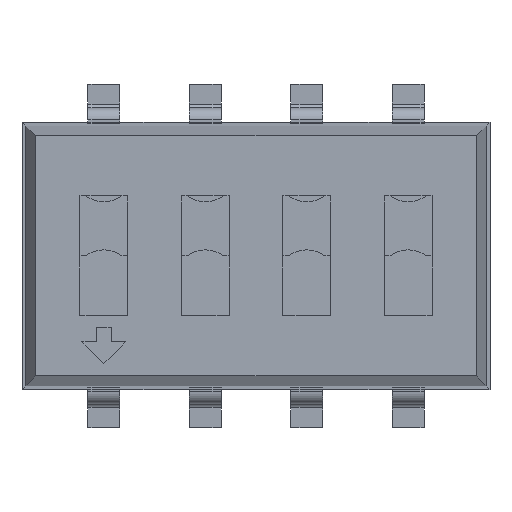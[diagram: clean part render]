
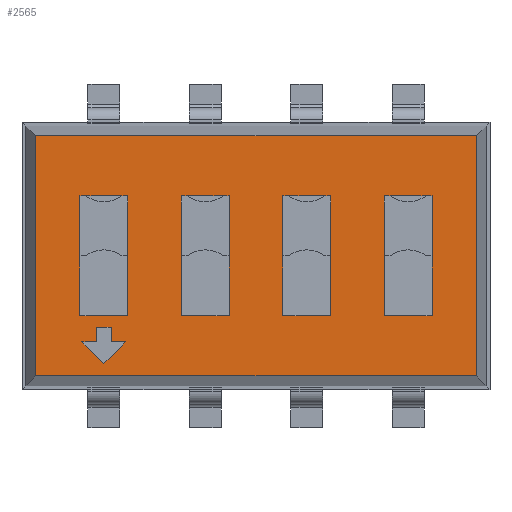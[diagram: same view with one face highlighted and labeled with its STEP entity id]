
A CAD part, top view. The second image highlights one B-rep face of the part: STEP entity #2565.
In plain terms, the highlighted planar face has unit normal (0, 0, 1).
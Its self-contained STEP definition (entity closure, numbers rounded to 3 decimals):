
#27=VECTOR('',#28,1.);
#28=DIRECTION('',(-1.,0.,0.));
#34=VECTOR('',#35,1.);
#35=DIRECTION('',(0.,-1.,0.));
#41=VECTOR('',#42,1.);
#42=DIRECTION('',(1.,0.,0.));
#46=VECTOR('',#47,1.);
#47=DIRECTION('',(0.,1.,0.));
#50=DIRECTION('',(0.,0.,-1.));
#1756=VERTEX_POINT('',#1757);
#1757=CARTESIAN_POINT('',(-5.516,3.006,2.6));
#1759=ORIENTED_EDGE('',*,*,#1760,.F.);
#1760=EDGE_CURVE('',#1761,#1756,#1763,.T.);
#1761=VERTEX_POINT('',#1762);
#1762=CARTESIAN_POINT('',(5.516,3.006,2.6));
#1763=LINE('',#1762,#27);
#2152=VERTEX_POINT('',#2153);
#2153=CARTESIAN_POINT('',(-5.516,-3.006,2.6));
#2155=ORIENTED_EDGE('',*,*,#2156,.F.);
#2156=EDGE_CURVE('',#1756,#2152,#2157,.T.);
#2157=LINE('',#1757,#34);
#2166=VERTEX_POINT('',#2167);
#2167=CARTESIAN_POINT('',(5.516,-3.006,2.6));
#2169=ORIENTED_EDGE('',*,*,#2170,.F.);
#2170=EDGE_CURVE('',#2152,#2166,#2171,.T.);
#2171=LINE('',#2153,#41);
#2560=ORIENTED_EDGE('',*,*,#2561,.F.);
#2561=EDGE_CURVE('',#2166,#1761,#2562,.T.);
#2562=LINE('',#2167,#46);
#2565=ADVANCED_FACE('',(#2566,#2568,#2606,#2644,#2685,#2723),#2761,.F.);
#2566=FACE_BOUND('',#2567,.F.);
#2567=EDGE_LOOP('',(#1759,#2560,#2169,#2155));
#2568=FACE_BOUND('',#2569,.F.);
#2569=EDGE_LOOP('',(#2570,#2577,#2582,#2586,#2591,#2595,#2599,#2604));
#2570=ORIENTED_EDGE('',*,*,#2571,.T.);
#2571=EDGE_CURVE('',#2572,#2574,#2576,.T.);
#2572=VERTEX_POINT('',#2573);
#2573=CARTESIAN_POINT('',(0.67,-1.5,2.6));
#2574=VERTEX_POINT('',#2575);
#2575=CARTESIAN_POINT('',(1.87,-1.5,2.6));
#2576=LINE('',#2573,#41);
#2577=ORIENTED_EDGE('',*,*,#2578,.T.);
#2578=EDGE_CURVE('',#2574,#2579,#2581,.T.);
#2579=VERTEX_POINT('',#2580);
#2580=CARTESIAN_POINT('',(1.87,0.,2.6));
#2581=LINE('',#2575,#46);
#2582=ORIENTED_EDGE('',*,*,#2583,.T.);
#2583=EDGE_CURVE('',#2579,#2584,#2581,.T.);
#2584=VERTEX_POINT('',#2585);
#2585=CARTESIAN_POINT('',(1.87,1.5,2.6));
#2586=ORIENTED_EDGE('',*,*,#2587,.T.);
#2587=EDGE_CURVE('',#2584,#2588,#2590,.T.);
#2588=VERTEX_POINT('',#2589);
#2589=CARTESIAN_POINT('',(1.72,1.5,2.6));
#2590=LINE('',#2585,#27);
#2591=ORIENTED_EDGE('',*,*,#2592,.T.);
#2592=EDGE_CURVE('',#2588,#2593,#2590,.T.);
#2593=VERTEX_POINT('',#2594);
#2594=CARTESIAN_POINT('',(0.82,1.5,2.6));
#2595=ORIENTED_EDGE('',*,*,#2596,.T.);
#2596=EDGE_CURVE('',#2593,#2597,#2590,.T.);
#2597=VERTEX_POINT('',#2598);
#2598=CARTESIAN_POINT('',(0.67,1.5,2.6));
#2599=ORIENTED_EDGE('',*,*,#2600,.T.);
#2600=EDGE_CURVE('',#2597,#2601,#2603,.T.);
#2601=VERTEX_POINT('',#2602);
#2602=CARTESIAN_POINT('',(0.67,0.,2.6));
#2603=LINE('',#2598,#34);
#2604=ORIENTED_EDGE('',*,*,#2605,.T.);
#2605=EDGE_CURVE('',#2601,#2572,#2603,.T.);
#2606=FACE_BOUND('',#2607,.F.);
#2607=EDGE_LOOP('',(#2608,#2615,#2619,#2624,#2628,#2632,#2637,#2641));
#2608=ORIENTED_EDGE('',*,*,#2609,.T.);
#2609=EDGE_CURVE('',#2610,#2612,#2614,.T.);
#2610=VERTEX_POINT('',#2611);
#2611=CARTESIAN_POINT('',(4.41,-1.5,2.6));
#2612=VERTEX_POINT('',#2613);
#2613=CARTESIAN_POINT('',(4.41,0.,2.6));
#2614=LINE('',#2611,#46);
#2615=ORIENTED_EDGE('',*,*,#2616,.T.);
#2616=EDGE_CURVE('',#2612,#2617,#2614,.T.);
#2617=VERTEX_POINT('',#2618);
#2618=CARTESIAN_POINT('',(4.41,1.5,2.6));
#2619=ORIENTED_EDGE('',*,*,#2620,.T.);
#2620=EDGE_CURVE('',#2617,#2621,#2623,.T.);
#2621=VERTEX_POINT('',#2622);
#2622=CARTESIAN_POINT('',(4.26,1.5,2.6));
#2623=LINE('',#2618,#27);
#2624=ORIENTED_EDGE('',*,*,#2625,.T.);
#2625=EDGE_CURVE('',#2621,#2626,#2623,.T.);
#2626=VERTEX_POINT('',#2627);
#2627=CARTESIAN_POINT('',(3.36,1.5,2.6));
#2628=ORIENTED_EDGE('',*,*,#2629,.T.);
#2629=EDGE_CURVE('',#2626,#2630,#2623,.T.);
#2630=VERTEX_POINT('',#2631);
#2631=CARTESIAN_POINT('',(3.21,1.5,2.6));
#2632=ORIENTED_EDGE('',*,*,#2633,.T.);
#2633=EDGE_CURVE('',#2630,#2634,#2636,.T.);
#2634=VERTEX_POINT('',#2635);
#2635=CARTESIAN_POINT('',(3.21,0.,2.6));
#2636=LINE('',#2631,#34);
#2637=ORIENTED_EDGE('',*,*,#2638,.T.);
#2638=EDGE_CURVE('',#2634,#2639,#2636,.T.);
#2639=VERTEX_POINT('',#2640);
#2640=CARTESIAN_POINT('',(3.21,-1.5,2.6));
#2641=ORIENTED_EDGE('',*,*,#2642,.T.);
#2642=EDGE_CURVE('',#2639,#2610,#2643,.T.);
#2643=LINE('',#2640,#41);
#2644=FACE_BOUND('',#2645,.F.);
#2645=EDGE_LOOP('',(#2646,#2655,#2662,#2667,#2672,#2677,#2682));
#2646=ORIENTED_EDGE('',*,*,#2647,.T.);
#2647=EDGE_CURVE('',#2648,#2650,#2652,.T.);
#2648=VERTEX_POINT('',#2649);
#2649=CARTESIAN_POINT('',(-4.36,-2.156,2.6));
#2650=VERTEX_POINT('',#2651);
#2651=CARTESIAN_POINT('',(-3.81,-2.706,2.6));
#2652=LINE('',#2649,#2653);
#2653=VECTOR('',#2654,1.);
#2654=DIRECTION('',(0.707,-0.707,0.));
#2655=ORIENTED_EDGE('',*,*,#2656,.T.);
#2656=EDGE_CURVE('',#2650,#2657,#2659,.T.);
#2657=VERTEX_POINT('',#2658);
#2658=CARTESIAN_POINT('',(-3.26,-2.156,2.6));
#2659=LINE('',#2651,#2660);
#2660=VECTOR('',#2661,1.);
#2661=DIRECTION('',(0.707,0.707,0.));
#2662=ORIENTED_EDGE('',*,*,#2663,.T.);
#2663=EDGE_CURVE('',#2657,#2664,#2666,.T.);
#2664=VERTEX_POINT('',#2665);
#2665=CARTESIAN_POINT('',(-3.627,-2.156,2.6));
#2666=LINE('',#2658,#27);
#2667=ORIENTED_EDGE('',*,*,#2668,.T.);
#2668=EDGE_CURVE('',#2664,#2669,#2671,.T.);
#2669=VERTEX_POINT('',#2670);
#2670=CARTESIAN_POINT('',(-3.627,-1.789,2.6));
#2671=LINE('',#2665,#46);
#2672=ORIENTED_EDGE('',*,*,#2673,.T.);
#2673=EDGE_CURVE('',#2669,#2674,#2676,.T.);
#2674=VERTEX_POINT('',#2675);
#2675=CARTESIAN_POINT('',(-3.993,-1.789,2.6));
#2676=LINE('',#2670,#27);
#2677=ORIENTED_EDGE('',*,*,#2678,.T.);
#2678=EDGE_CURVE('',#2674,#2679,#2681,.T.);
#2679=VERTEX_POINT('',#2680);
#2680=CARTESIAN_POINT('',(-3.993,-2.156,2.6));
#2681=LINE('',#2675,#34);
#2682=ORIENTED_EDGE('',*,*,#2683,.T.);
#2683=EDGE_CURVE('',#2679,#2648,#2684,.T.);
#2684=LINE('',#2680,#27);
#2685=FACE_BOUND('',#2686,.F.);
#2686=EDGE_LOOP('',(#2687,#2694,#2698,#2702,#2707,#2711,#2716,#2721));
#2687=ORIENTED_EDGE('',*,*,#2688,.T.);
#2688=EDGE_CURVE('',#2689,#2691,#2693,.T.);
#2689=VERTEX_POINT('',#2690);
#2690=CARTESIAN_POINT('',(-3.21,1.5,2.6));
#2691=VERTEX_POINT('',#2692);
#2692=CARTESIAN_POINT('',(-3.36,1.5,2.6));
#2693=LINE('',#2690,#27);
#2694=ORIENTED_EDGE('',*,*,#2695,.T.);
#2695=EDGE_CURVE('',#2691,#2696,#2693,.T.);
#2696=VERTEX_POINT('',#2697);
#2697=CARTESIAN_POINT('',(-4.26,1.5,2.6));
#2698=ORIENTED_EDGE('',*,*,#2699,.T.);
#2699=EDGE_CURVE('',#2696,#2700,#2693,.T.);
#2700=VERTEX_POINT('',#2701);
#2701=CARTESIAN_POINT('',(-4.41,1.5,2.6));
#2702=ORIENTED_EDGE('',*,*,#2703,.T.);
#2703=EDGE_CURVE('',#2700,#2704,#2706,.T.);
#2704=VERTEX_POINT('',#2705);
#2705=CARTESIAN_POINT('',(-4.41,0.,2.6));
#2706=LINE('',#2701,#34);
#2707=ORIENTED_EDGE('',*,*,#2708,.T.);
#2708=EDGE_CURVE('',#2704,#2709,#2706,.T.);
#2709=VERTEX_POINT('',#2710);
#2710=CARTESIAN_POINT('',(-4.41,-1.5,2.6));
#2711=ORIENTED_EDGE('',*,*,#2712,.T.);
#2712=EDGE_CURVE('',#2709,#2713,#2715,.T.);
#2713=VERTEX_POINT('',#2714);
#2714=CARTESIAN_POINT('',(-3.21,-1.5,2.6));
#2715=LINE('',#2710,#41);
#2716=ORIENTED_EDGE('',*,*,#2717,.T.);
#2717=EDGE_CURVE('',#2713,#2718,#2720,.T.);
#2718=VERTEX_POINT('',#2719);
#2719=CARTESIAN_POINT('',(-3.21,0.,2.6));
#2720=LINE('',#2714,#46);
#2721=ORIENTED_EDGE('',*,*,#2722,.T.);
#2722=EDGE_CURVE('',#2718,#2689,#2720,.T.);
#2723=FACE_BOUND('',#2724,.F.);
#2724=EDGE_LOOP('',(#2725,#2732,#2736,#2741,#2746,#2750,#2755,#2759));
#2725=ORIENTED_EDGE('',*,*,#2726,.T.);
#2726=EDGE_CURVE('',#2727,#2729,#2731,.T.);
#2727=VERTEX_POINT('',#2728);
#2728=CARTESIAN_POINT('',(-1.87,1.5,2.6));
#2729=VERTEX_POINT('',#2730);
#2730=CARTESIAN_POINT('',(-1.87,0.,2.6));
#2731=LINE('',#2728,#34);
#2732=ORIENTED_EDGE('',*,*,#2733,.T.);
#2733=EDGE_CURVE('',#2729,#2734,#2731,.T.);
#2734=VERTEX_POINT('',#2735);
#2735=CARTESIAN_POINT('',(-1.87,-1.5,2.6));
#2736=ORIENTED_EDGE('',*,*,#2737,.T.);
#2737=EDGE_CURVE('',#2734,#2738,#2740,.T.);
#2738=VERTEX_POINT('',#2739);
#2739=CARTESIAN_POINT('',(-0.67,-1.5,2.6));
#2740=LINE('',#2735,#41);
#2741=ORIENTED_EDGE('',*,*,#2742,.T.);
#2742=EDGE_CURVE('',#2738,#2743,#2745,.T.);
#2743=VERTEX_POINT('',#2744);
#2744=CARTESIAN_POINT('',(-0.67,0.,2.6));
#2745=LINE('',#2739,#46);
#2746=ORIENTED_EDGE('',*,*,#2747,.T.);
#2747=EDGE_CURVE('',#2743,#2748,#2745,.T.);
#2748=VERTEX_POINT('',#2749);
#2749=CARTESIAN_POINT('',(-0.67,1.5,2.6));
#2750=ORIENTED_EDGE('',*,*,#2751,.T.);
#2751=EDGE_CURVE('',#2748,#2752,#2754,.T.);
#2752=VERTEX_POINT('',#2753);
#2753=CARTESIAN_POINT('',(-0.82,1.5,2.6));
#2754=LINE('',#2749,#27);
#2755=ORIENTED_EDGE('',*,*,#2756,.T.);
#2756=EDGE_CURVE('',#2752,#2757,#2754,.T.);
#2757=VERTEX_POINT('',#2758);
#2758=CARTESIAN_POINT('',(-1.72,1.5,2.6));
#2759=ORIENTED_EDGE('',*,*,#2760,.T.);
#2760=EDGE_CURVE('',#2757,#2727,#2754,.T.);
#2761=PLANE('',#2762);
#2762=AXIS2_PLACEMENT_3D('',#1762,#50,#2763);
#2763=DIRECTION('',(-0.878,-0.478,0.));
